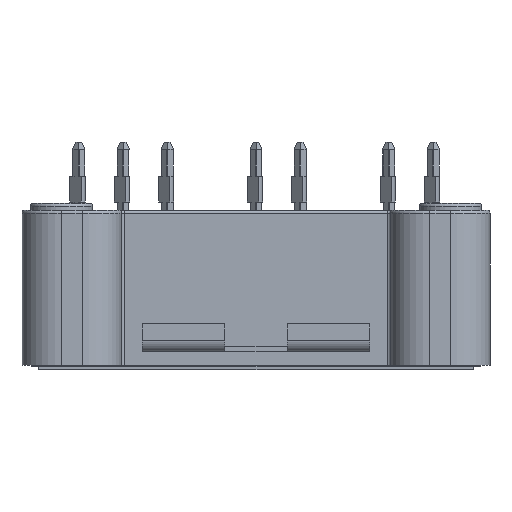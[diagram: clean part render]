
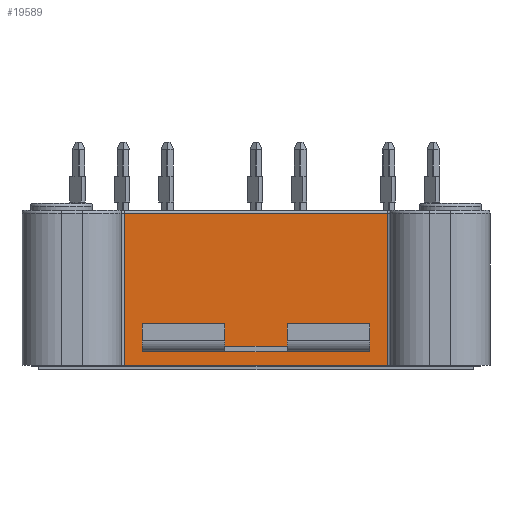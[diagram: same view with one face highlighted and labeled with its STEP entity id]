
A CAD part, front view. The second image highlights one B-rep face of the part: STEP entity #19589.
In plain terms, the highlighted planar face has unit normal (0, -1, 0).
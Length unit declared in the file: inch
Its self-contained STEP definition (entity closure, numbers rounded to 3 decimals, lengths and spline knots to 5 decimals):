
#373=FACE_BOUND('',#4234,.T.);
#2920=FACE_OUTER_BOUND('',#4233,.T.);
#4233=EDGE_LOOP('',(#15197,#15198,#15199,#15200));
#4234=EDGE_LOOP('',(#15201,#15202,#15203,#15204));
#5726=LINE('',#31710,#7047);
#5730=LINE('',#31718,#7051);
#5789=LINE('',#31896,#7110);
#5791=LINE('',#31899,#7112);
#5833=LINE('',#32816,#7154);
#5837=LINE('',#32835,#7158);
#5839=LINE('',#32841,#7160);
#5840=LINE('',#32842,#7161);
#7047=VECTOR('',#25430,0.3937);
#7051=VECTOR('',#25436,0.3937);
#7110=VECTOR('',#25623,0.3937);
#7112=VECTOR('',#25627,0.3937);
#7154=VECTOR('',#26467,0.3937);
#7158=VECTOR('',#26491,0.3937);
#7160=VECTOR('',#26497,0.3937);
#7161=VECTOR('',#26498,0.3937);
#8372=VERTEX_POINT('',#31708);
#8373=VERTEX_POINT('',#31709);
#8376=VERTEX_POINT('',#31717);
#8431=VERTEX_POINT('',#31895);
#8697=VERTEX_POINT('',#32808);
#8699=VERTEX_POINT('',#32814);
#8704=VERTEX_POINT('',#32834);
#8706=VERTEX_POINT('',#32840);
#10559=EDGE_CURVE('',#8372,#8373,#5726,.T.);
#10563=EDGE_CURVE('',#8376,#8372,#5730,.T.);
#10652=EDGE_CURVE('',#8373,#8431,#5789,.T.);
#10654=EDGE_CURVE('',#8431,#8376,#5791,.T.);
#10967=EDGE_CURVE('',#8699,#8697,#5833,.T.);
#10977=EDGE_CURVE('',#8697,#8704,#5837,.T.);
#10980=EDGE_CURVE('',#8706,#8699,#5839,.T.);
#10981=EDGE_CURVE('',#8704,#8706,#5840,.T.);
#15197=ORIENTED_EDGE('',*,*,#10967,.F.);
#15198=ORIENTED_EDGE('',*,*,#10980,.F.);
#15199=ORIENTED_EDGE('',*,*,#10981,.F.);
#15200=ORIENTED_EDGE('',*,*,#10977,.F.);
#15201=ORIENTED_EDGE('',*,*,#10563,.T.);
#15202=ORIENTED_EDGE('',*,*,#10559,.T.);
#15203=ORIENTED_EDGE('',*,*,#10652,.T.);
#15204=ORIENTED_EDGE('',*,*,#10654,.T.);
#17625=PLANE('',#21538);
#19589=ADVANCED_FACE('',(#2920,#373),#17625,.F.);
#21538=AXIS2_PLACEMENT_3D('',#32839,#26495,#26496);
#25430=DIRECTION('',(0.,0.,1.));
#25436=DIRECTION('',(-1.,0.,0.));
#25623=DIRECTION('',(1.,0.,0.));
#25627=DIRECTION('',(0.,0.,-1.));
#26467=DIRECTION('',(1.,0.,0.));
#26491=DIRECTION('',(0.,0.,-1.));
#26495=DIRECTION('center_axis',(0.,1.,0.));
#26496=DIRECTION('ref_axis',(0.,0.,-1.));
#26497=DIRECTION('',(0.,0.,1.));
#26498=DIRECTION('',(-1.,0.,0.));
#31708=CARTESIAN_POINT('',(-0.32283,-0.80709,0.03937));
#31709=CARTESIAN_POINT('',(-0.32283,-0.80709,0.05512));
#31710=CARTESIAN_POINT('',(-0.32283,-0.80709,0.25787));
#31717=CARTESIAN_POINT('',(0.32283,-0.80709,0.03937));
#31718=CARTESIAN_POINT('',(0.19094,-0.80709,0.03937));
#31895=CARTESIAN_POINT('',(0.32283,-0.80709,0.05512));
#31896=CARTESIAN_POINT('',(0.19094,-0.80709,0.05512));
#31899=CARTESIAN_POINT('',(0.32283,-0.80709,0.25787));
#32808=CARTESIAN_POINT('',(0.37402,-0.80709,0.43307));
#32814=CARTESIAN_POINT('',(-0.37402,-0.80709,0.43307));
#32816=CARTESIAN_POINT('',(0.19094,-0.80709,0.43307));
#32834=CARTESIAN_POINT('',(0.37402,-0.80709,0.));
#32835=CARTESIAN_POINT('',(0.37402,-0.80709,0.46063));
#32839=CARTESIAN_POINT('Origin',(0.38189,-0.80709,0.46063));
#32840=CARTESIAN_POINT('',(-0.37402,-0.80709,0.));
#32841=CARTESIAN_POINT('',(-0.37402,-0.80709,0.46063));
#32842=CARTESIAN_POINT('',(0.19094,-0.80709,0.));
